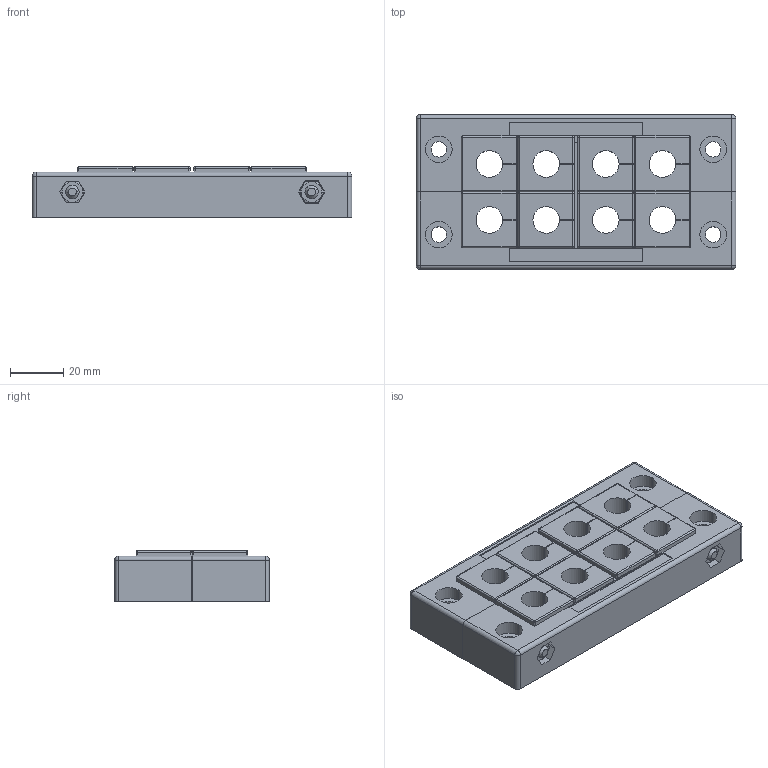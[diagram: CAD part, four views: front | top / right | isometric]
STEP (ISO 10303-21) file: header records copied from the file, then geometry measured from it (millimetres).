
FILE_DESCRIPTION(('STEP AP242'),'1');
FILE_NAME('42168.stp','2019-01-21T13:45:05',('TraceParts'),('TraceParts S.A.'),'Spatial InterOp 3D',' ',' ');
FILE_SCHEMA(('AP242_MANAGED_MODEL_BASED_3D_ENGINEERING_MIM_LF {1 0 10303 442 1 1 4}'));
Length unit declared in the file: millimetre
Products named in the file (1): 42168_1
Bounding box: 120 x 58 x 19 mm (x, y, z)
Volume: 114195.7 mm3; surface area: 53351.2 mm2
Topology: 14 solids, 14 shells, 440 faces, 1074 edges, 640 vertices
Faces by surface type: plane 230, cylinder 150, sphere 36, cone 20, torus 4
Entity records: 12637 total; most frequent: CARTESIAN_POINT 2288, DIRECTION 2214, ORIENTED_EDGE 2076, EDGE_CURVE 1038, AXIS2_PLACEMENT_3D 758, LINE 698, VECTOR 698, VERTEX_POINT 640
